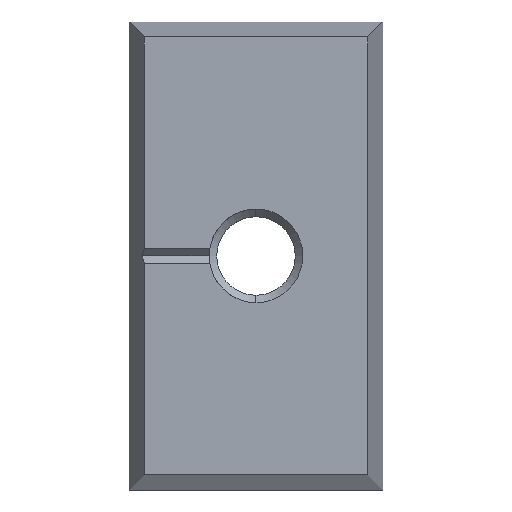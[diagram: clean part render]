
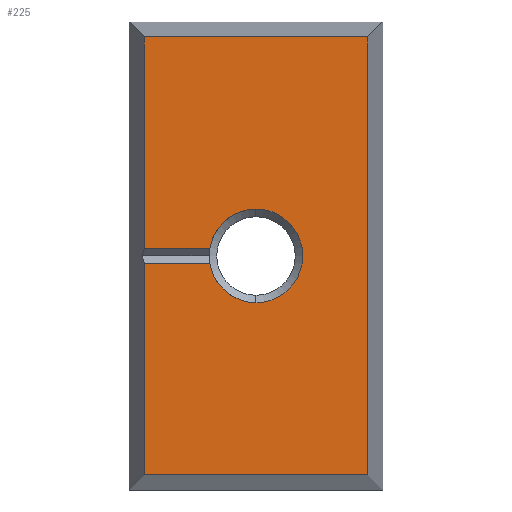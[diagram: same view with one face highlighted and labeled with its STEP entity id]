
A CAD part, top view. The second image highlights one B-rep face of the part: STEP entity #225.
In plain terms, the highlighted planar face has unit normal (0, 0, 1).
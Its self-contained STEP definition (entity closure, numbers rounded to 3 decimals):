
#31 = ORIENTED_EDGE ( 'NONE', *, *, #475, .F. ) ;
#40 = VERTEX_POINT ( 'NONE', #192 ) ;
#49 = CARTESIAN_POINT ( 'NONE',  ( 0., 0., 0. ) ) ;
#67 = LINE ( 'NONE', #295, #555 ) ;
#82 = VECTOR ( 'NONE', #297, 1000. ) ;
#106 = DIRECTION ( 'NONE',  ( 0., 1., 0. ) ) ;
#110 = EDGE_CURVE ( 'NONE', #40, #610, #319, .T. ) ;
#114 = LINE ( 'NONE', #690, #261 ) ;
#119 = DIRECTION ( 'NONE',  ( 0., -1., 0. ) ) ;
#135 = VERTEX_POINT ( 'NONE', #392 ) ;
#144 = CIRCLE ( 'NONE', #309, 3.1 ) ;
#146 = EDGE_CURVE ( 'NONE', #202, #135, #144, .T. ) ;
#156 = VECTOR ( 'NONE', #106, 1000. ) ;
#159 = ORIENTED_EDGE ( 'NONE', *, *, #517, .F. ) ;
#161 = VERTEX_POINT ( 'NONE', #717 ) ;
#162 = CARTESIAN_POINT ( 'NONE',  ( 0., 0., 0. ) ) ;
#167 = CARTESIAN_POINT ( 'NONE',  ( -7.4, -15.5, 0. ) ) ;
#178 = LINE ( 'NONE', #788, #776 ) ;
#192 = CARTESIAN_POINT ( 'NONE',  ( 7.4, 14.5, 0. ) ) ;
#193 = AXIS2_PLACEMENT_3D ( 'NONE', #564, #207, #624 ) ;
#202 = VERTEX_POINT ( 'NONE', #511 ) ;
#207 = DIRECTION ( 'NONE',  ( 0., 0., 1. ) ) ;
#225 = ADVANCED_FACE ( 'NONE', ( #565 ), #333, .T. ) ;
#228 = DIRECTION ( 'NONE',  ( 0., -1., 0. ) ) ;
#229 = CARTESIAN_POINT ( 'NONE',  ( -7.4, 14.5, 0. ) ) ;
#243 = EDGE_CURVE ( 'NONE', #421, #610, #437, .T. ) ;
#261 = VECTOR ( 'NONE', #522, 1000. ) ;
#262 = CIRCLE ( 'NONE', #344, 3.1 ) ;
#263 = AXIS2_PLACEMENT_3D ( 'NONE', #335, #743, #389 ) ;
#295 = CARTESIAN_POINT ( 'NONE',  ( 7.4, -15.5, 0. ) ) ;
#297 = DIRECTION ( 'NONE',  ( 0., 1., 0. ) ) ;
#309 = AXIS2_PLACEMENT_3D ( 'NONE', #49, #490, #119 ) ;
#319 = LINE ( 'NONE', #323, #477 ) ;
#323 = CARTESIAN_POINT ( 'NONE',  ( 8.4, 14.5, 0. ) ) ;
#328 = ORIENTED_EDGE ( 'NONE', *, *, #146, .F. ) ;
#333 = PLANE ( 'NONE',  #193 ) ;
#335 = CARTESIAN_POINT ( 'NONE',  ( 0., 0., 0. ) ) ;
#344 = AXIS2_PLACEMENT_3D ( 'NONE', #162, #582, #228 ) ;
#345 = VERTEX_POINT ( 'NONE', #609 ) ;
#347 = DIRECTION ( 'NONE',  ( 1., 0., 0. ) ) ;
#357 = ORIENTED_EDGE ( 'NONE', *, *, #675, .F. ) ;
#367 = ORIENTED_EDGE ( 'NONE', *, *, #243, .F. ) ;
#389 = DIRECTION ( 'NONE',  ( 0., -1., 0. ) ) ;
#392 = CARTESIAN_POINT ( 'NONE',  ( 0., -3.1, 0. ) ) ;
#395 = CARTESIAN_POINT ( 'NONE',  ( -7.4, -0.5, 0. ) ) ;
#396 = EDGE_CURVE ( 'NONE', #421, #736, #178, .T. ) ;
#419 = VERTEX_POINT ( 'NONE', #395 ) ;
#421 = VERTEX_POINT ( 'NONE', #458 ) ;
#425 = ORIENTED_EDGE ( 'NONE', *, *, #756, .F. ) ;
#437 = LINE ( 'NONE', #642, #82 ) ;
#458 = CARTESIAN_POINT ( 'NONE',  ( -7.4, 0.5, 0. ) ) ;
#475 = EDGE_CURVE ( 'NONE', #161, #736, #262, .T. ) ;
#477 = VECTOR ( 'NONE', #503, 1000. ) ;
#490 = DIRECTION ( 'NONE',  ( 0., 0., 1. ) ) ;
#503 = DIRECTION ( 'NONE',  ( -1., 0., 0. ) ) ;
#505 = ORIENTED_EDGE ( 'NONE', *, *, #772, .T. ) ;
#511 = CARTESIAN_POINT ( 'NONE',  ( -3.059, -0.5, 0. ) ) ;
#516 = CARTESIAN_POINT ( 'NONE',  ( -3.059, 0.5, 0. ) ) ;
#517 = EDGE_CURVE ( 'NONE', #135, #161, #540, .T. ) ;
#522 = DIRECTION ( 'NONE',  ( -1., 0., 0. ) ) ;
#535 = LINE ( 'NONE', #761, #671 ) ;
#540 = CIRCLE ( 'NONE', #263, 3.1 ) ;
#555 = VECTOR ( 'NONE', #695, 1000. ) ;
#564 = CARTESIAN_POINT ( 'NONE',  ( 0., 0., 0. ) ) ;
#565 = FACE_OUTER_BOUND ( 'NONE', #669, .T. ) ;
#569 = ORIENTED_EDGE ( 'NONE', *, *, #396, .T. ) ;
#575 = CARTESIAN_POINT ( 'NONE',  ( -7.4, -14.5, 0. ) ) ;
#582 = DIRECTION ( 'NONE',  ( 0., 0., 1. ) ) ;
#603 = EDGE_CURVE ( 'NONE', #419, #202, #535, .T. ) ;
#609 = CARTESIAN_POINT ( 'NONE',  ( 7.4, -14.5, 0. ) ) ;
#610 = VERTEX_POINT ( 'NONE', #229 ) ;
#624 = DIRECTION ( 'NONE',  ( 1., 0., 0. ) ) ;
#629 = LINE ( 'NONE', #167, #156 ) ;
#642 = CARTESIAN_POINT ( 'NONE',  ( -7.4, -15.5, 0. ) ) ;
#669 = EDGE_LOOP ( 'NONE', ( #569, #31, #159, #328, #677, #357, #425, #505, #735, #367 ) ) ;
#671 = VECTOR ( 'NONE', #347, 1000. ) ;
#675 = EDGE_CURVE ( 'NONE', #725, #419, #629, .T. ) ;
#677 = ORIENTED_EDGE ( 'NONE', *, *, #603, .F. ) ;
#690 = CARTESIAN_POINT ( 'NONE',  ( 8.4, -14.5, 0. ) ) ;
#695 = DIRECTION ( 'NONE',  ( 0., 1., 0. ) ) ;
#717 = CARTESIAN_POINT ( 'NONE',  ( 0., 3.1, 0. ) ) ;
#724 = DIRECTION ( 'NONE',  ( 1., 0., 0. ) ) ;
#725 = VERTEX_POINT ( 'NONE', #575 ) ;
#735 = ORIENTED_EDGE ( 'NONE', *, *, #110, .T. ) ;
#736 = VERTEX_POINT ( 'NONE', #516 ) ;
#743 = DIRECTION ( 'NONE',  ( 0., 0., 1. ) ) ;
#756 = EDGE_CURVE ( 'NONE', #345, #725, #114, .T. ) ;
#761 = CARTESIAN_POINT ( 'NONE',  ( -8.598, -0.5, 0. ) ) ;
#772 = EDGE_CURVE ( 'NONE', #345, #40, #67, .T. ) ;
#776 = VECTOR ( 'NONE', #724, 1000. ) ;
#788 = CARTESIAN_POINT ( 'NONE',  ( -8.598, 0.5, 0. ) ) ;
